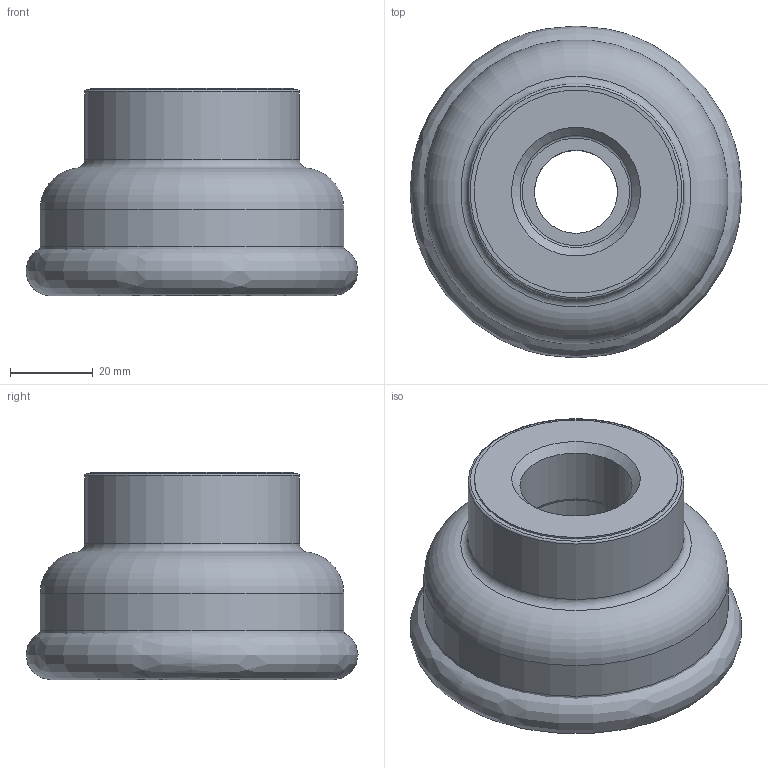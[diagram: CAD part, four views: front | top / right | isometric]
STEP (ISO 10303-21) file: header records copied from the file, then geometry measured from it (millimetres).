
FILE_DESCRIPTION(/* description */ (''),/* implementation_level */ '2;1');
FILE_NAME(/* name */ '1543470885601.stp',/* time_stamp */ '2018-11-29T11:25:06+06:00',/* author */ (''),/* organization */ ('SMS'),/* preprocessor_version */ 'ST-DEVELOPER v15',/* originating_system */ 'SIEMENS PLM Software NX 8.5',/* authorisation */ '');
FILE_SCHEMA (('AUTOMOTIVE_DESIGN { 1 0 10303 214 3 1 1 1 }'));
Length unit declared in the file: millimetre
Products named in the file (4): 201862488mod000_00; ASSEMBLY_CONSTRUCTION; 201952903mod000_00; 201952901mod000_00
Assembly tree (3 placements, depth 2):
  201952901mod000_00
    201952903mod000_00
    ASSEMBLY_CONSTRUCTION
    201862488mod000_00
Bounding box: 80 x 80 x 50 mm (x, y, z)
Volume: 160586.5 mm3; surface area: 28233.4 mm2
Topology: 2 solids, 2 shells, 25 faces, 49 edges, 44 vertices
Faces by surface type: torus 9, cylinder 6, plane 5, revolution 2, cone 2, bspline 1
Full cylindrical faces by diameter (mm): 20 x1, 27.011 x1, 27.5 x1, 49 x1, 52 x1, 73.466 x1
Entity records: 3008 total; most frequent: CARTESIAN_POINT 2318, DIRECTION 130, AXIS2_PLACEMENT_3D 64, FACE_BOUND 49, EDGE_LOOP 48, ORIENTED_EDGE 48, STYLED_ITEM 32, PRESENTATION_STYLE_ASSIGNMENT 32
